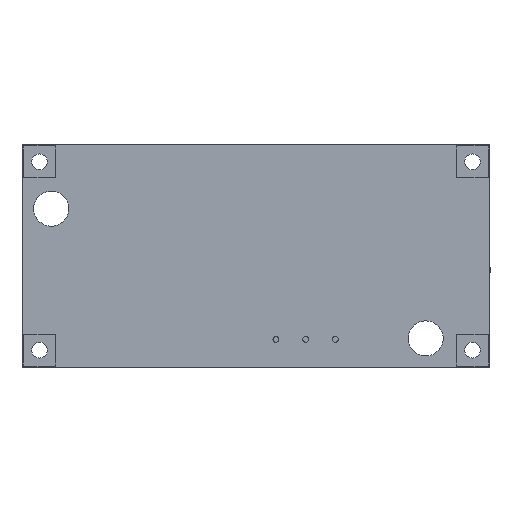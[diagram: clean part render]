
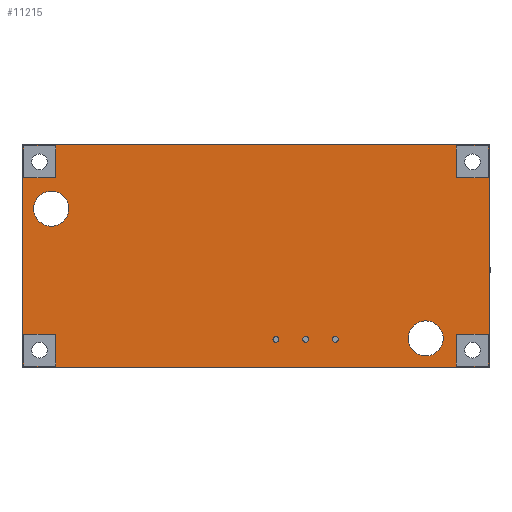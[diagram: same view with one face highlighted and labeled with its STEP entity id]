
A CAD part, front view. The second image highlights one B-rep face of the part: STEP entity #11215.
In plain terms, the highlighted planar face has unit normal (0, -1, 0).
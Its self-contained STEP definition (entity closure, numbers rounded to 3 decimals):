
#539=LINE('',#16117,#1589);
#560=LINE('',#16160,#1610);
#561=LINE('',#16161,#1611);
#562=LINE('',#16162,#1612);
#563=LINE('',#16165,#1613);
#564=LINE('',#16167,#1614);
#565=LINE('',#16169,#1615);
#566=LINE('',#16170,#1616);
#567=LINE('',#16173,#1617);
#568=LINE('',#16175,#1618);
#569=LINE('',#16177,#1619);
#570=LINE('',#16178,#1620);
#571=LINE('',#16181,#1621);
#572=LINE('',#16183,#1622);
#573=LINE('',#16185,#1623);
#574=LINE('',#16186,#1624);
#575=LINE('',#16189,#1625);
#576=LINE('',#16191,#1626);
#577=LINE('',#16193,#1627);
#578=LINE('',#16194,#1628);
#1589=VECTOR('',#13170,40.);
#1610=VECTOR('',#13195,40.);
#1611=VECTOR('',#13196,19.091);
#1612=VECTOR('',#13197,19.091);
#1613=VECTOR('',#13198,2.727);
#1614=VECTOR('',#13199,2.727);
#1615=VECTOR('',#13200,2.727);
#1616=VECTOR('',#13201,2.727);
#1617=VECTOR('',#13202,2.727);
#1618=VECTOR('',#13203,2.727);
#1619=VECTOR('',#13204,2.727);
#1620=VECTOR('',#13205,2.727);
#1621=VECTOR('',#13206,2.727);
#1622=VECTOR('',#13207,2.727);
#1623=VECTOR('',#13208,2.727);
#1624=VECTOR('',#13209,2.727);
#1625=VECTOR('',#13210,2.727);
#1626=VECTOR('',#13211,2.727);
#1627=VECTOR('',#13212,2.727);
#1628=VECTOR('',#13213,2.727);
#2639=PLANE('',#12211);
#3315=FACE_BOUND('',#4071,.T.);
#3316=FACE_BOUND('',#4072,.T.);
#3317=FACE_BOUND('',#4073,.T.);
#3318=FACE_BOUND('',#4074,.T.);
#3319=FACE_BOUND('',#4075,.T.);
#3320=FACE_BOUND('',#4076,.T.);
#3374=FACE_OUTER_BOUND('',#4070,.T.);
#4070=EDGE_LOOP('',(#7798,#7799,#7800,#7801));
#4071=EDGE_LOOP('',(#7802));
#4072=EDGE_LOOP('',(#7803));
#4073=EDGE_LOOP('',(#7804,#7805,#7806,#7807));
#4074=EDGE_LOOP('',(#7808,#7809,#7810,#7811));
#4075=EDGE_LOOP('',(#7812,#7813,#7814,#7815));
#4076=EDGE_LOOP('',(#7816,#7817,#7818,#7819));
#4810=CIRCLE('',#12205,1.5);
#4812=CIRCLE('',#12208,1.5);
#5120=VERTEX_POINT('',#16103);
#5122=VERTEX_POINT('',#16108);
#5125=VERTEX_POINT('',#16114);
#5126=VERTEX_POINT('',#16116);
#5145=VERTEX_POINT('',#16158);
#5146=VERTEX_POINT('',#16159);
#5147=VERTEX_POINT('',#16163);
#5148=VERTEX_POINT('',#16164);
#5149=VERTEX_POINT('',#16166);
#5150=VERTEX_POINT('',#16168);
#5151=VERTEX_POINT('',#16171);
#5152=VERTEX_POINT('',#16172);
#5153=VERTEX_POINT('',#16174);
#5154=VERTEX_POINT('',#16176);
#5155=VERTEX_POINT('',#16179);
#5156=VERTEX_POINT('',#16180);
#5157=VERTEX_POINT('',#16182);
#5158=VERTEX_POINT('',#16184);
#5159=VERTEX_POINT('',#16187);
#5160=VERTEX_POINT('',#16188);
#5161=VERTEX_POINT('',#16190);
#5162=VERTEX_POINT('',#16192);
#6139=EDGE_CURVE('',#5120,#5120,#4810,.T.);
#6141=EDGE_CURVE('',#5122,#5122,#4812,.T.);
#6144=EDGE_CURVE('',#5125,#5126,#539,.T.);
#6165=EDGE_CURVE('',#5145,#5146,#560,.T.);
#6166=EDGE_CURVE('',#5126,#5145,#561,.T.);
#6167=EDGE_CURVE('',#5146,#5125,#562,.T.);
#6168=EDGE_CURVE('',#5147,#5148,#563,.T.);
#6169=EDGE_CURVE('',#5148,#5149,#564,.T.);
#6170=EDGE_CURVE('',#5149,#5150,#565,.T.);
#6171=EDGE_CURVE('',#5150,#5147,#566,.T.);
#6172=EDGE_CURVE('',#5151,#5152,#567,.T.);
#6173=EDGE_CURVE('',#5152,#5153,#568,.T.);
#6174=EDGE_CURVE('',#5153,#5154,#569,.T.);
#6175=EDGE_CURVE('',#5154,#5151,#570,.T.);
#6176=EDGE_CURVE('',#5155,#5156,#571,.T.);
#6177=EDGE_CURVE('',#5156,#5157,#572,.T.);
#6178=EDGE_CURVE('',#5157,#5158,#573,.T.);
#6179=EDGE_CURVE('',#5158,#5155,#574,.T.);
#6180=EDGE_CURVE('',#5159,#5160,#575,.T.);
#6181=EDGE_CURVE('',#5160,#5161,#576,.T.);
#6182=EDGE_CURVE('',#5161,#5162,#577,.T.);
#6183=EDGE_CURVE('',#5162,#5159,#578,.T.);
#7798=ORIENTED_EDGE('',*,*,#6165,.F.);
#7799=ORIENTED_EDGE('',*,*,#6166,.F.);
#7800=ORIENTED_EDGE('',*,*,#6144,.F.);
#7801=ORIENTED_EDGE('',*,*,#6167,.F.);
#7802=ORIENTED_EDGE('',*,*,#6139,.T.);
#7803=ORIENTED_EDGE('',*,*,#6141,.T.);
#7804=ORIENTED_EDGE('',*,*,#6168,.T.);
#7805=ORIENTED_EDGE('',*,*,#6169,.T.);
#7806=ORIENTED_EDGE('',*,*,#6170,.T.);
#7807=ORIENTED_EDGE('',*,*,#6171,.T.);
#7808=ORIENTED_EDGE('',*,*,#6172,.T.);
#7809=ORIENTED_EDGE('',*,*,#6173,.T.);
#7810=ORIENTED_EDGE('',*,*,#6174,.T.);
#7811=ORIENTED_EDGE('',*,*,#6175,.T.);
#7812=ORIENTED_EDGE('',*,*,#6176,.T.);
#7813=ORIENTED_EDGE('',*,*,#6177,.T.);
#7814=ORIENTED_EDGE('',*,*,#6178,.T.);
#7815=ORIENTED_EDGE('',*,*,#6179,.T.);
#7816=ORIENTED_EDGE('',*,*,#6180,.T.);
#7817=ORIENTED_EDGE('',*,*,#6181,.T.);
#7818=ORIENTED_EDGE('',*,*,#6182,.T.);
#7819=ORIENTED_EDGE('',*,*,#6183,.T.);
#11215=ADVANCED_FACE('',(#3374,#3315,#3316,#3317,#3318,#3319,#3320),#2639,
 .F.);
#12205=AXIS2_PLACEMENT_3D('',#16104,#13158,#13159);
#12208=AXIS2_PLACEMENT_3D('',#16109,#13164,#13165);
#12211=AXIS2_PLACEMENT_3D('',#16157,#13193,#13194);
#13158=DIRECTION('center_axis',(0.,1.,0.));
#13159=DIRECTION('ref_axis',(-1.,0.,0.));
#13164=DIRECTION('center_axis',(0.,1.,0.));
#13165=DIRECTION('ref_axis',(-1.,0.,0.));
#13170=DIRECTION('',(-1.,0.,0.));
#13193=DIRECTION('center_axis',(0.,1.,0.));
#13194=DIRECTION('ref_axis',(0.,0.,1.));
#13195=DIRECTION('',(1.,0.,0.));
#13196=DIRECTION('',(0.,0.,1.));
#13197=DIRECTION('',(0.,0.,-1.));
#13198=DIRECTION('',(0.,0.,-1.));
#13199=DIRECTION('',(-1.,0.,0.));
#13200=DIRECTION('',(0.,0.,1.));
#13201=DIRECTION('',(1.,0.,0.));
#13202=DIRECTION('',(1.,0.,0.));
#13203=DIRECTION('',(0.,0.,-1.));
#13204=DIRECTION('',(-1.,0.,0.));
#13205=DIRECTION('',(0.,0.,1.));
#13206=DIRECTION('',(-1.,0.,0.));
#13207=DIRECTION('',(0.,0.,1.));
#13208=DIRECTION('',(1.,0.,0.));
#13209=DIRECTION('',(0.,0.,-1.));
#13210=DIRECTION('',(0.,0.,1.));
#13211=DIRECTION('',(1.,0.,0.));
#13212=DIRECTION('',(0.,0.,-1.));
#13213=DIRECTION('',(-1.,0.,0.));
#16103=CARTESIAN_POINT('',(35.909,19.905,26.132));
#16104=CARTESIAN_POINT('Origin',(34.409,19.905,26.132));
#16108=CARTESIAN_POINT('',(3.909,19.905,37.223));
#16109=CARTESIAN_POINT('Origin',(2.409,19.905,37.223));
#16114=CARTESIAN_POINT('',(39.909,19.905,23.632));
#16116=CARTESIAN_POINT('',(-0.091,19.905,23.632));
#16117=CARTESIAN_POINT('',(39.909,19.905,23.632));
#16157=CARTESIAN_POINT('Origin',(19.909,19.905,33.178));
#16158=CARTESIAN_POINT('',(-0.091,19.905,42.723));
#16159=CARTESIAN_POINT('',(39.909,19.905,42.723));
#16160=CARTESIAN_POINT('',(-0.091,19.905,42.723));
#16161=CARTESIAN_POINT('',(-0.091,19.905,23.632));
#16162=CARTESIAN_POINT('',(39.909,19.905,42.723));
#16163=CARTESIAN_POINT('',(39.773,19.905,42.587));
#16164=CARTESIAN_POINT('',(39.773,19.905,39.859));
#16165=CARTESIAN_POINT('',(39.773,19.905,42.587));
#16166=CARTESIAN_POINT('',(37.045,19.905,39.859));
#16167=CARTESIAN_POINT('',(39.773,19.905,39.859));
#16168=CARTESIAN_POINT('',(37.045,19.905,42.587));
#16169=CARTESIAN_POINT('',(37.045,19.905,39.859));
#16170=CARTESIAN_POINT('',(37.045,19.905,42.587));
#16171=CARTESIAN_POINT('',(0.045,19.905,42.587));
#16172=CARTESIAN_POINT('',(2.773,19.905,42.587));
#16173=CARTESIAN_POINT('',(0.045,19.905,42.587));
#16174=CARTESIAN_POINT('',(2.773,19.905,39.859));
#16175=CARTESIAN_POINT('',(2.773,19.905,42.587));
#16176=CARTESIAN_POINT('',(0.045,19.905,39.859));
#16177=CARTESIAN_POINT('',(2.773,19.905,39.859));
#16178=CARTESIAN_POINT('',(0.045,19.905,39.859));
#16179=CARTESIAN_POINT('',(39.773,19.905,23.768));
#16180=CARTESIAN_POINT('',(37.045,19.905,23.768));
#16181=CARTESIAN_POINT('',(39.773,19.905,23.768));
#16182=CARTESIAN_POINT('',(37.045,19.905,26.496));
#16183=CARTESIAN_POINT('',(37.045,19.905,23.768));
#16184=CARTESIAN_POINT('',(39.773,19.905,26.496));
#16185=CARTESIAN_POINT('',(37.045,19.905,26.496));
#16186=CARTESIAN_POINT('',(39.773,19.905,26.496));
#16187=CARTESIAN_POINT('',(0.045,19.905,23.768));
#16188=CARTESIAN_POINT('',(0.045,19.905,26.496));
#16189=CARTESIAN_POINT('',(0.045,19.905,23.768));
#16190=CARTESIAN_POINT('',(2.773,19.905,26.496));
#16191=CARTESIAN_POINT('',(0.045,19.905,26.496));
#16192=CARTESIAN_POINT('',(2.773,19.905,23.768));
#16193=CARTESIAN_POINT('',(2.773,19.905,26.496));
#16194=CARTESIAN_POINT('',(2.773,19.905,23.768));
